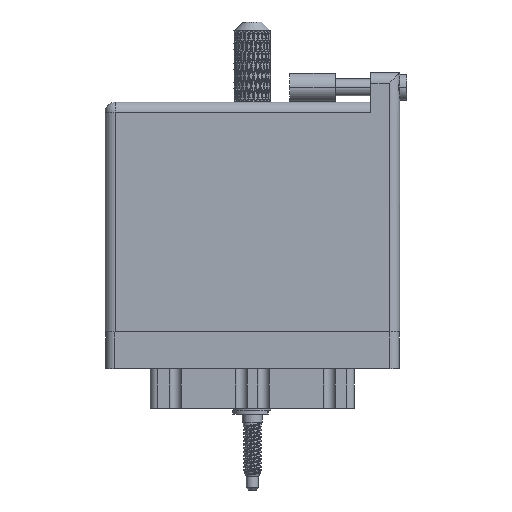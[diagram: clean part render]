
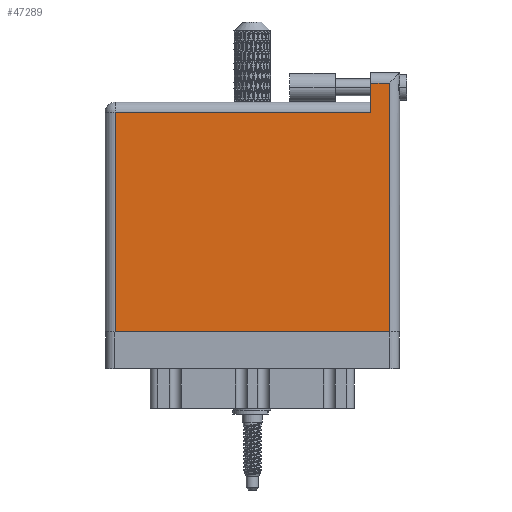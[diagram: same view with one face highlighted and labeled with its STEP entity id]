
A CAD part, front view. The second image highlights one B-rep face of the part: STEP entity #47289.
In plain terms, the highlighted face is planar.
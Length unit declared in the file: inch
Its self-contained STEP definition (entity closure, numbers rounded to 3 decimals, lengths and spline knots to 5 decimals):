
#3546 = ORIENTED_EDGE ( 'NONE', *, *, #8496, .T. ) ;
#4998 = PLANE ( 'NONE',  #99180 ) ;
#5750 = DIRECTION ( 'NONE',  ( -1., 0., 0. ) ) ;
#8096 = CARTESIAN_POINT ( 'NONE',  ( 1.811, 1.766, 0. ) ) ;
#8496 = EDGE_CURVE ( 'NONE', #28788, #30411, #53759, .T. ) ;
#11760 = LINE ( 'NONE', #51868, #59639 ) ;
#11881 = ORIENTED_EDGE ( 'NONE', *, *, #18844, .T. ) ;
#15521 = EDGE_CURVE ( 'NONE', #30411, #21602, #33584, .T. ) ;
#18844 = EDGE_CURVE ( 'NONE', #49907, #25005, #11760, .T. ) ;
#19019 = CARTESIAN_POINT ( 'NONE',  ( 0.07, 0., 0. ) ) ;
#20881 = CARTESIAN_POINT ( 'NONE',  ( 1.938, 0., 0. ) ) ;
#21602 = VERTEX_POINT ( 'NONE', #19019 ) ;
#22274 = VECTOR ( 'NONE', #5750, 39.37008 ) ;
#25005 = VERTEX_POINT ( 'NONE', #41758 ) ;
#26646 = ORIENTED_EDGE ( 'NONE', *, *, #79445, .T. ) ;
#27737 = CARTESIAN_POINT ( 'NONE',  ( 0.07, 0., 0. ) ) ;
#28338 = EDGE_CURVE ( 'NONE', #83186, #49907, #103252, .T. ) ;
#28788 = VERTEX_POINT ( 'NONE', #99220 ) ;
#30411 = VERTEX_POINT ( 'NONE', #101919 ) ;
#32561 = DIRECTION ( 'NONE',  ( 0., 1., 0. ) ) ;
#33584 = LINE ( 'NONE', #27737, #95127 ) ;
#34306 = VECTOR ( 'NONE', #32561, 39.37008 ) ;
#36147 = DIRECTION ( 'NONE',  ( -1., 0., 0. ) ) ;
#39105 = ORIENTED_EDGE ( 'NONE', *, *, #80235, .T. ) ;
#40306 = DIRECTION ( 'NONE',  ( 0., -1., 0. ) ) ;
#41758 = CARTESIAN_POINT ( 'NONE',  ( 1.811, 1.696, 0. ) ) ;
#44467 = DIRECTION ( 'NONE',  ( -1., 0., 0. ) ) ;
#46785 = ORIENTED_EDGE ( 'NONE', *, *, #28338, .T. ) ;
#47289 = ADVANCED_FACE ( 'NONE', ( #85676 ), #4998, .F. ) ;
#48196 = LINE ( 'NONE', #8096, #87413 ) ;
#48560 = CARTESIAN_POINT ( 'NONE',  ( 1.938, 1.696, 0. ) ) ;
#49907 = VERTEX_POINT ( 'NONE', #48560 ) ;
#51868 = CARTESIAN_POINT ( 'NONE',  ( 0., 1.696, 0. ) ) ;
#53759 = LINE ( 'NONE', #67955, #22274 ) ;
#59639 = VECTOR ( 'NONE', #44467, 39.37008 ) ;
#59877 = DIRECTION ( 'NONE',  ( 0., -1., 0. ) ) ;
#62058 = LINE ( 'NONE', #78932, #100956 ) ;
#67955 = CARTESIAN_POINT ( 'NONE',  ( 0., 1.496, 0. ) ) ;
#75668 = DIRECTION ( 'NONE',  ( 0., 0., -1. ) ) ;
#78932 = CARTESIAN_POINT ( 'NONE',  ( 0., 0., 0. ) ) ;
#79445 = EDGE_CURVE ( 'NONE', #25005, #28788, #48196, .T. ) ;
#80235 = EDGE_CURVE ( 'NONE', #21602, #83186, #62058, .T. ) ;
#83186 = VERTEX_POINT ( 'NONE', #20881 ) ;
#85676 = FACE_OUTER_BOUND ( 'NONE', #99717, .T. ) ;
#87413 = VECTOR ( 'NONE', #40306, 39.37008 ) ;
#93058 = CARTESIAN_POINT ( 'NONE',  ( 0., 1.566, 0. ) ) ;
#95127 = VECTOR ( 'NONE', #59877, 39.37008 ) ;
#95270 = DIRECTION ( 'NONE',  ( 1., 0., 0. ) ) ;
#96354 = CARTESIAN_POINT ( 'NONE',  ( 1.938, 1.766, 0. ) ) ;
#98268 = ORIENTED_EDGE ( 'NONE', *, *, #15521, .T. ) ;
#99180 = AXIS2_PLACEMENT_3D ( 'NONE', #93058, #75668, #36147 ) ;
#99220 = CARTESIAN_POINT ( 'NONE',  ( 1.811, 1.496, 0. ) ) ;
#99717 = EDGE_LOOP ( 'NONE', ( #39105, #46785, #11881, #26646, #3546, #98268 ) ) ;
#100956 = VECTOR ( 'NONE', #95270, 39.37008 ) ;
#101919 = CARTESIAN_POINT ( 'NONE',  ( 0.07, 1.496, 0. ) ) ;
#103252 = LINE ( 'NONE', #96354, #34306 ) ;
